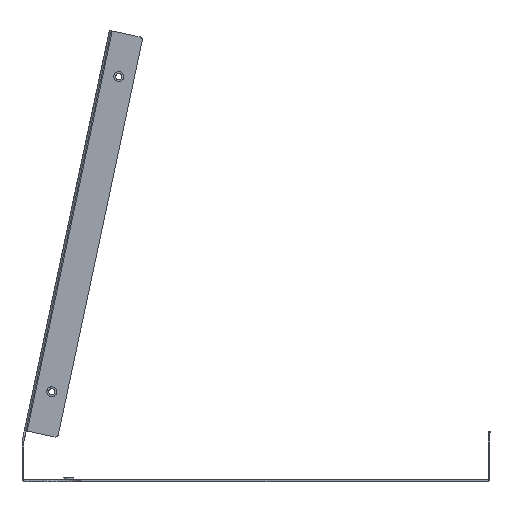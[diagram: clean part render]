
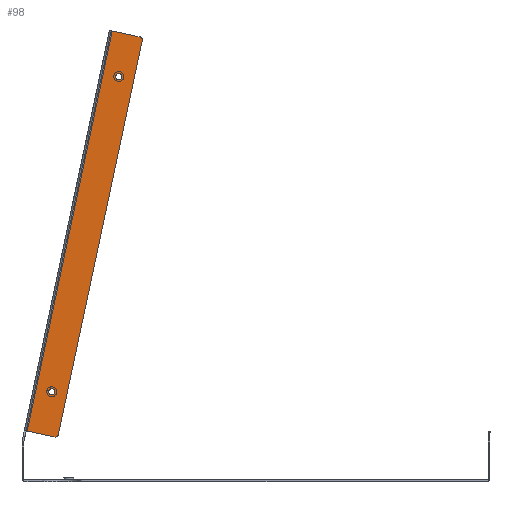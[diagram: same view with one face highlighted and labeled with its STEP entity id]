
A CAD part, left-side view. The second image highlights one B-rep face of the part: STEP entity #98.
In plain terms, the highlighted planar face has unit normal (-1, 0, 0).
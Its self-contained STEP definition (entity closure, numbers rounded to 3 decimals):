
#30=FACE_BOUND('',#337,.T.);
#31=FACE_BOUND('',#338,.T.);
#98=ADVANCED_FACE('',(#214,#30,#31),#2227,.T.);
#214=FACE_OUTER_BOUND('',#336,.T.);
#336=EDGE_LOOP('',(#614,#615,#616,#617,#618,#619));
#337=EDGE_LOOP('',(#620,#621));
#338=EDGE_LOOP('',(#622,#623));
#614=ORIENTED_EDGE('',*,*,#1209,.T.);
#615=ORIENTED_EDGE('',*,*,#1149,.T.);
#616=ORIENTED_EDGE('',*,*,#1140,.F.);
#617=ORIENTED_EDGE('',*,*,#1208,.F.);
#618=ORIENTED_EDGE('',*,*,#1200,.F.);
#619=ORIENTED_EDGE('',*,*,#1230,.T.);
#620=ORIENTED_EDGE('',*,*,#1377,.F.);
#621=ORIENTED_EDGE('',*,*,#1266,.F.);
#622=ORIENTED_EDGE('',*,*,#1380,.F.);
#623=ORIENTED_EDGE('',*,*,#1268,.F.);
#1140=EDGE_CURVE('',#1929,#1936,#1807,.T.);
#1149=EDGE_CURVE('',#1938,#1936,#1496,.T.);
#1200=EDGE_CURVE('',#1985,#1975,#1847,.T.);
#1208=EDGE_CURVE('',#1975,#1929,#1854,.T.);
#1209=EDGE_CURVE('',#1986,#1938,#1855,.T.);
#1230=EDGE_CURVE('',#1985,#1986,#1517,.T.);
#1266=EDGE_CURVE('',#2014,#2087,#1536,.T.);
#1268=EDGE_CURVE('',#2015,#2089,#1537,.T.);
#1377=EDGE_CURVE('',#2087,#2014,#1597,.T.);
#1380=EDGE_CURVE('',#2089,#2015,#1599,.T.);
#1496=TRIMMED_CURVE($,#1648,(#3379),(#3380),.T.,.CARTESIAN.);
#1517=TRIMMED_CURVE($,#1669,(#3562),(#3563),.T.,.CARTESIAN.);
#1536=TRIMMED_CURVE($,#1688,(#3655),(#3656),.T.,.CARTESIAN.);
#1537=TRIMMED_CURVE($,#1689,(#3661),(#3662),.T.,.CARTESIAN.);
#1597=TRIMMED_CURVE($,#1749,(#3942),(#3943),.T.,.CARTESIAN.);
#1599=TRIMMED_CURVE($,#1751,(#3950),(#3951),.T.,.CARTESIAN.);
#1648=CIRCLE('',#2388,1.5);
#1669=CIRCLE('',#2409,1.5);
#1688=CIRCLE('',#2428,1.665);
#1689=CIRCLE('',#2429,1.665);
#1749=CIRCLE('',#2489,1.665);
#1751=CIRCLE('',#2491,1.665);
#1807=B_SPLINE_CURVE_WITH_KNOTS('',1,(#3357,#3358),.UNSPECIFIED.,.F.,.F.,
(2,2),(0.,15.245),.UNSPECIFIED.);
#1847=B_SPLINE_CURVE_WITH_KNOTS('',1,(#3497,#3498),.UNSPECIFIED.,.F.,.F.,
(2,2),(3.255,18.5),.UNSPECIFIED.);
#1854=B_SPLINE_CURVE_WITH_KNOTS('',1,(#3514,#3515),.UNSPECIFIED.,.F.,.F.,
(2,2),(-218.488,0.),.UNSPECIFIED.);
#1855=B_SPLINE_CURVE_WITH_KNOTS('',1,(#3516,#3517),.UNSPECIFIED.,.F.,.F.,
(2,2),(-216.988,-1.5),.UNSPECIFIED.);
#1929=VERTEX_POINT('',#3087);
#1936=VERTEX_POINT('',#3094);
#1938=VERTEX_POINT('',#3096);
#1975=VERTEX_POINT('',#3133);
#1985=VERTEX_POINT('',#3143);
#1986=VERTEX_POINT('',#3144);
#2014=VERTEX_POINT('',#3172);
#2015=VERTEX_POINT('',#3173);
#2087=VERTEX_POINT('',#3245);
#2089=VERTEX_POINT('',#3247);
#2227=PLANE('',#2361);
#2361=AXIS2_PLACEMENT_3D('',#3053,#2631,$);
#2388=AXIS2_PLACEMENT_3D($,#3378,#2672,#2673);
#2409=AXIS2_PLACEMENT_3D($,#3561,#2714,#2715);
#2428=AXIS2_PLACEMENT_3D($,#3654,#2752,#2753);
#2429=AXIS2_PLACEMENT_3D($,#3660,#2754,#2755);
#2489=AXIS2_PLACEMENT_3D($,#3941,#2874,#2875);
#2491=AXIS2_PLACEMENT_3D($,#3949,#2878,#2879);
#2631=DIRECTION('',(-1.,0.,0.));
#2672=DIRECTION('',(-1.,0.,0.));
#2673=DIRECTION('',(0.,-0.978,-0.208));
#2714=DIRECTION('',(-1.,0.,0.));
#2715=DIRECTION('',(0.,0.208,-0.978));
#2752=DIRECTION('',(-1.,0.,0.));
#2753=DIRECTION('',(0.,1.,0.));
#2754=DIRECTION('',(-1.,0.,0.));
#2755=DIRECTION('',(0.,1.,0.));
#2874=DIRECTION('',(-1.,0.,0.));
#2875=DIRECTION('',(0.,-1.,0.));
#2878=DIRECTION('',(-1.,0.,0.));
#2879=DIRECTION('',(0.,-1.,0.));
#3053=CARTESIAN_POINT('',(-199.,95.417,180.426));
#3087=CARTESIAN_POINT('',(-199.,111.843,183.683));
#3094=CARTESIAN_POINT('',(-199.,96.932,180.513));
#3096=CARTESIAN_POINT('',(-199.,95.776,178.734));
#3133=CARTESIAN_POINT('',(-199.,157.273,-30.03));
#3143=CARTESIAN_POINT('',(-199.,142.362,-33.2));
#3144=CARTESIAN_POINT('',(-199.,140.583,-32.044));
#3172=CARTESIAN_POINT('',(-199.,145.78,-9.011));
#3173=CARTESIAN_POINT('',(-199.,109.998,159.315));
#3245=CARTESIAN_POINT('',(-199.,142.45,-9.011));
#3247=CARTESIAN_POINT('',(-199.,106.668,159.315));
#3357=CARTESIAN_POINT('',(-199.,111.843,183.683));
#3358=CARTESIAN_POINT('',(-199.,96.932,180.513));
#3378=CARTESIAN_POINT('',(-199.,97.243,179.046));
#3379=CARTESIAN_POINT('',(-199.,95.776,178.734));
#3380=CARTESIAN_POINT('',(-199.,96.932,180.513));
#3497=CARTESIAN_POINT('',(-199.,142.362,-33.2));
#3498=CARTESIAN_POINT('',(-199.,157.273,-30.03));
#3514=CARTESIAN_POINT('',(-199.,157.273,-30.03));
#3515=CARTESIAN_POINT('',(-199.,111.843,183.683));
#3516=CARTESIAN_POINT('',(-199.,140.583,-32.044));
#3517=CARTESIAN_POINT('',(-199.,95.776,178.734));
#3561=CARTESIAN_POINT('',(-199.,142.05,-31.733));
#3562=CARTESIAN_POINT('',(-199.,142.362,-33.2));
#3563=CARTESIAN_POINT('',(-199.,140.583,-32.044));
#3654=CARTESIAN_POINT('',(-199.,144.115,-9.011));
#3655=CARTESIAN_POINT('',(-199.,145.78,-9.011));
#3656=CARTESIAN_POINT('',(-199.,142.45,-9.011));
#3660=CARTESIAN_POINT('',(-199.,108.333,159.315));
#3661=CARTESIAN_POINT('',(-199.,109.998,159.315));
#3662=CARTESIAN_POINT('',(-199.,106.668,159.315));
#3941=CARTESIAN_POINT('',(-199.,144.115,-9.011));
#3942=CARTESIAN_POINT('',(-199.,142.45,-9.011));
#3943=CARTESIAN_POINT('',(-199.,145.78,-9.011));
#3949=CARTESIAN_POINT('',(-199.,108.333,159.315));
#3950=CARTESIAN_POINT('',(-199.,106.668,159.315));
#3951=CARTESIAN_POINT('',(-199.,109.998,159.315));
